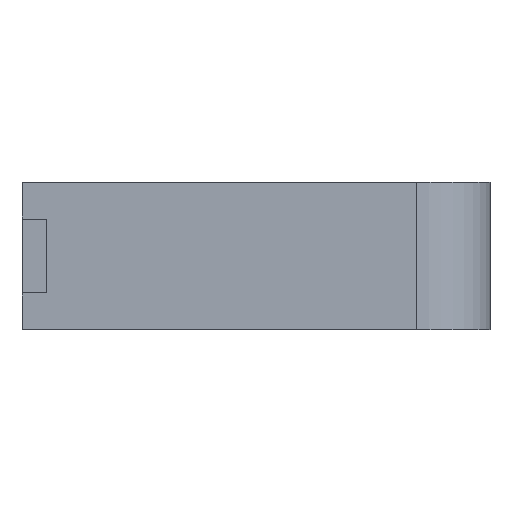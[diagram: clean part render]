
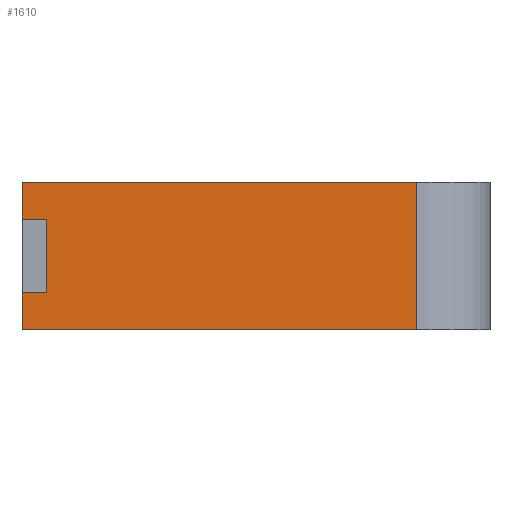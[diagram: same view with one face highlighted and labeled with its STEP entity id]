
A CAD part, left-side view. The second image highlights one B-rep face of the part: STEP entity #1610.
In plain terms, the highlighted planar face has unit normal (-1, 0, 0).
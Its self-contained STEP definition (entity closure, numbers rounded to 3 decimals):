
#3 = DIRECTION ( 'NONE',  ( 0., 0., -1. ) ) ;
#145 = EDGE_CURVE ( 'NONE', #3333, #5554, #3833, .T. ) ;
#277 = CARTESIAN_POINT ( 'NONE',  ( -29.5, 9.5, 3. ) ) ;
#428 = CARTESIAN_POINT ( 'NONE',  ( -29.5, 8.5, 1.5 ) ) ;
#544 = ORIENTED_EDGE ( 'NONE', *, *, #6793, .F. ) ;
#550 = DIRECTION ( 'NONE',  ( 0., 0., -1. ) ) ;
#618 = EDGE_CURVE ( 'NONE', #1198, #4539, #1638, .T. ) ;
#687 = ORIENTED_EDGE ( 'NONE', *, *, #4346, .T. ) ;
#725 = LINE ( 'NONE', #1280, #1460 ) ;
#727 = ORIENTED_EDGE ( 'NONE', *, *, #3451, .T. ) ;
#931 = DIRECTION ( 'NONE',  ( 0., 0., -1. ) ) ;
#1010 = CARTESIAN_POINT ( 'NONE',  ( -29.5, -6.5, -3. ) ) ;
#1198 = VERTEX_POINT ( 'NONE', #1236 ) ;
#1236 = CARTESIAN_POINT ( 'NONE',  ( -29.5, 9.5, -1.5 ) ) ;
#1280 = CARTESIAN_POINT ( 'NONE',  ( -29.5, 9.5, 3. ) ) ;
#1341 = AXIS2_PLACEMENT_3D ( 'NONE', #3653, #5782, #3 ) ;
#1344 = LINE ( 'NONE', #3046, #4069 ) ;
#1352 = LINE ( 'NONE', #4014, #1424 ) ;
#1424 = VECTOR ( 'NONE', #4446, 1000. ) ;
#1428 = LINE ( 'NONE', #4048, #5406 ) ;
#1460 = VECTOR ( 'NONE', #2844, 1000. ) ;
#1539 = FACE_OUTER_BOUND ( 'NONE', #1673, .T. ) ;
#1610 = ADVANCED_FACE ( 'NONE', ( #1539 ), #2647, .F. ) ;
#1638 = LINE ( 'NONE', #5946, #4136 ) ;
#1645 = DIRECTION ( 'NONE',  ( 0., 1., 0. ) ) ;
#1673 = EDGE_LOOP ( 'NONE', ( #4545, #687, #544, #1944, #2038, #727, #3857, #3610 ) ) ;
#1756 = VECTOR ( 'NONE', #2077, 1000. ) ;
#1767 = VERTEX_POINT ( 'NONE', #1010 ) ;
#1944 = ORIENTED_EDGE ( 'NONE', *, *, #2071, .T. ) ;
#2038 = ORIENTED_EDGE ( 'NONE', *, *, #145, .T. ) ;
#2071 = EDGE_CURVE ( 'NONE', #3555, #3333, #725, .T. ) ;
#2077 = DIRECTION ( 'NONE',  ( 0., -1., 0. ) ) ;
#2098 = VECTOR ( 'NONE', #1645, 1000. ) ;
#2170 = CARTESIAN_POINT ( 'NONE',  ( -29.5, 9.5, -1.5 ) ) ;
#2318 = CARTESIAN_POINT ( 'NONE',  ( -29.5, 9.5, 1.5 ) ) ;
#2346 = DIRECTION ( 'NONE',  ( 0., -1., 0. ) ) ;
#2623 = VERTEX_POINT ( 'NONE', #6420 ) ;
#2647 = PLANE ( 'NONE',  #1341 ) ;
#2844 = DIRECTION ( 'NONE',  ( 0., 0., -1. ) ) ;
#3046 = CARTESIAN_POINT ( 'NONE',  ( -29.5, -6.5, 3. ) ) ;
#3206 = LINE ( 'NONE', #2170, #2098 ) ;
#3333 = VERTEX_POINT ( 'NONE', #6613 ) ;
#3451 = EDGE_CURVE ( 'NONE', #5554, #2623, #1428, .T. ) ;
#3475 = VECTOR ( 'NONE', #2346, 1000. ) ;
#3555 = VERTEX_POINT ( 'NONE', #277 ) ;
#3610 = ORIENTED_EDGE ( 'NONE', *, *, #618, .T. ) ;
#3653 = CARTESIAN_POINT ( 'NONE',  ( -29.5, 9.5, 3. ) ) ;
#3833 = LINE ( 'NONE', #2318, #3475 ) ;
#3857 = ORIENTED_EDGE ( 'NONE', *, *, #4871, .T. ) ;
#4014 = CARTESIAN_POINT ( 'NONE',  ( -29.5, 9.5, -3. ) ) ;
#4048 = CARTESIAN_POINT ( 'NONE',  ( -29.5, 8.5, 3. ) ) ;
#4069 = VECTOR ( 'NONE', #5101, 1000. ) ;
#4136 = VECTOR ( 'NONE', #550, 1000. ) ;
#4346 = EDGE_CURVE ( 'NONE', #1767, #5441, #1344, .T. ) ;
#4446 = DIRECTION ( 'NONE',  ( 0., -1., 0. ) ) ;
#4539 = VERTEX_POINT ( 'NONE', #4555 ) ;
#4545 = ORIENTED_EDGE ( 'NONE', *, *, #4908, .T. ) ;
#4555 = CARTESIAN_POINT ( 'NONE',  ( -29.5, 9.5, -3. ) ) ;
#4663 = CARTESIAN_POINT ( 'NONE',  ( -29.5, -6.5, 3. ) ) ;
#4786 = LINE ( 'NONE', #5237, #1756 ) ;
#4871 = EDGE_CURVE ( 'NONE', #2623, #1198, #3206, .T. ) ;
#4908 = EDGE_CURVE ( 'NONE', #4539, #1767, #1352, .T. ) ;
#5101 = DIRECTION ( 'NONE',  ( 0., 0., 1. ) ) ;
#5237 = CARTESIAN_POINT ( 'NONE',  ( -29.5, 9.5, 3. ) ) ;
#5406 = VECTOR ( 'NONE', #931, 1000. ) ;
#5441 = VERTEX_POINT ( 'NONE', #4663 ) ;
#5554 = VERTEX_POINT ( 'NONE', #428 ) ;
#5782 = DIRECTION ( 'NONE',  ( 1., 0., 0. ) ) ;
#5946 = CARTESIAN_POINT ( 'NONE',  ( -29.5, 9.5, 3. ) ) ;
#6420 = CARTESIAN_POINT ( 'NONE',  ( -29.5, 8.5, -1.5 ) ) ;
#6613 = CARTESIAN_POINT ( 'NONE',  ( -29.5, 9.5, 1.5 ) ) ;
#6793 = EDGE_CURVE ( 'NONE', #3555, #5441, #4786, .T. ) ;
